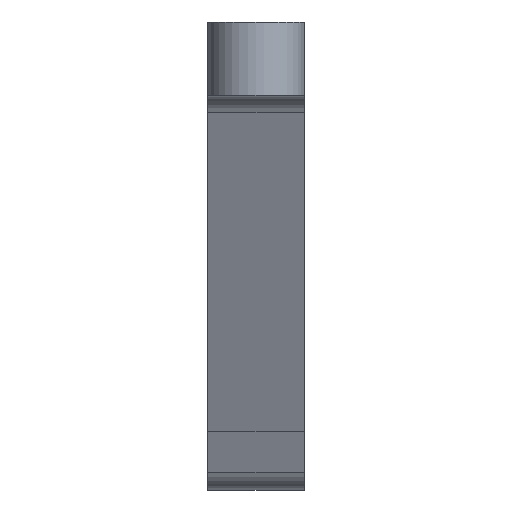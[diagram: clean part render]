
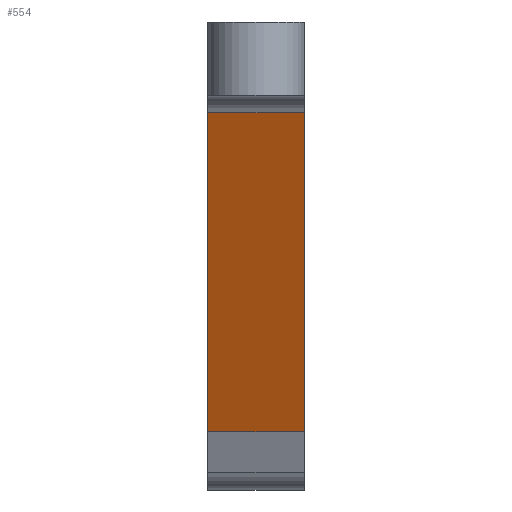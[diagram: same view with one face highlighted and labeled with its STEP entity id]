
A CAD part, front view. The second image highlights one B-rep face of the part: STEP entity #554.
In plain terms, the highlighted planar face has unit normal (0, -0.917, -0.399).
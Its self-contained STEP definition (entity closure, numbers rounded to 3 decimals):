
#20=PLANE('',#602);
#40=FACE_OUTER_BOUND('',#70,.T.);
#70=EDGE_LOOP('',(#387,#388,#389,#390));
#106=LINE('',#842,#162);
#108=LINE('',#848,#164);
#109=LINE('',#850,#165);
#110=LINE('',#851,#166);
#162=VECTOR('',#670,10.);
#164=VECTOR('',#676,10.);
#165=VECTOR('',#677,10.);
#166=VECTOR('',#678,10.);
#246=VERTEX_POINT('',#839);
#247=VERTEX_POINT('',#841);
#249=VERTEX_POINT('',#847);
#250=VERTEX_POINT('',#849);
#301=EDGE_CURVE('',#246,#247,#106,.T.);
#304=EDGE_CURVE('',#249,#246,#108,.T.);
#305=EDGE_CURVE('',#250,#249,#109,.T.);
#306=EDGE_CURVE('',#250,#247,#110,.T.);
#387=ORIENTED_EDGE('',*,*,#301,.F.);
#388=ORIENTED_EDGE('',*,*,#304,.F.);
#389=ORIENTED_EDGE('',*,*,#305,.F.);
#390=ORIENTED_EDGE('',*,*,#306,.T.);
#554=ADVANCED_FACE('',(#40),#20,.F.);
#602=AXIS2_PLACEMENT_3D('',#846,#674,#675);
#670=DIRECTION('',(1.,0.,0.));
#674=DIRECTION('center_axis',(0.,0.917,0.399));
#675=DIRECTION('ref_axis',(0.,-0.399,0.917));
#676=DIRECTION('',(0.,-0.399,0.917));
#677=DIRECTION('',(-1.,0.,0.));
#678=DIRECTION('',(0.,-0.399,0.917));
#839=CARTESIAN_POINT('',(0.,0.523,21.797));
#841=CARTESIAN_POINT('',(6.6,0.523,21.797));
#842=CARTESIAN_POINT('',(4.95,0.523,21.797));
#846=CARTESIAN_POINT('Origin',(6.6,10.,0.));
#847=CARTESIAN_POINT('',(0.,10.,0.));
#848=CARTESIAN_POINT('',(0.,10.,0.));
#849=CARTESIAN_POINT('',(6.6,10.,0.));
#850=CARTESIAN_POINT('',(6.6,10.,0.));
#851=CARTESIAN_POINT('',(6.6,10.,0.));
